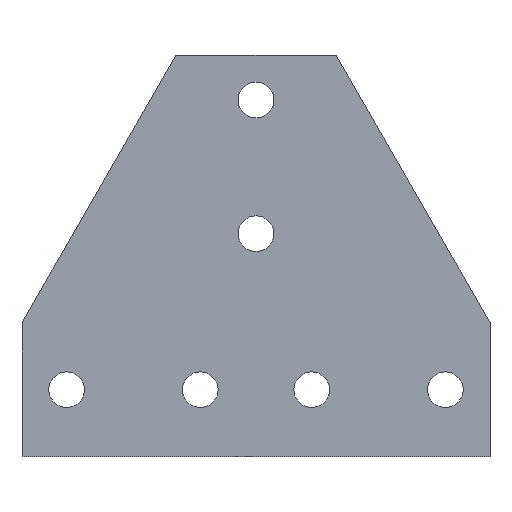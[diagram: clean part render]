
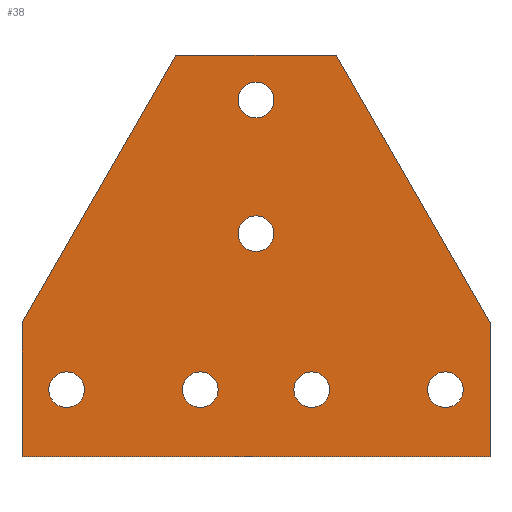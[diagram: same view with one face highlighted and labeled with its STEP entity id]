
A CAD part, top view. The second image highlights one B-rep face of the part: STEP entity #38.
In plain terms, the highlighted planar face has unit normal (0, 0, 1).
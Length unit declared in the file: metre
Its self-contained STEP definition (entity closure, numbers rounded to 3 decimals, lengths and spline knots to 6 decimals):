
#38 = ADVANCED_FACE( '', ( #83, #84, #85, #86, #87, #88, #89 ), #90, .T. );
#83 = FACE_OUTER_BOUND( '', #150, .T. );
#84 = FACE_BOUND( '', #151, .T. );
#85 = FACE_BOUND( '', #152, .T. );
#86 = FACE_BOUND( '', #153, .T. );
#87 = FACE_BOUND( '', #154, .T. );
#88 = FACE_BOUND( '', #155, .T. );
#89 = FACE_BOUND( '', #156, .T. );
#90 = PLANE( '', #157 );
#150 = EDGE_LOOP( '', ( #211, #212, #213, #214, #215, #216 ) );
#151 = EDGE_LOOP( '', ( #217 ) );
#152 = EDGE_LOOP( '', ( #218 ) );
#153 = EDGE_LOOP( '', ( #219 ) );
#154 = EDGE_LOOP( '', ( #220 ) );
#155 = EDGE_LOOP( '', ( #221 ) );
#156 = EDGE_LOOP( '', ( #222 ) );
#157 = AXIS2_PLACEMENT_3D( '', #223, #224, #225 );
#211 = ORIENTED_EDGE( '', *, *, #327, .F. );
#212 = ORIENTED_EDGE( '', *, *, #328, .F. );
#213 = ORIENTED_EDGE( '', *, *, #329, .F. );
#214 = ORIENTED_EDGE( '', *, *, #330, .F. );
#215 = ORIENTED_EDGE( '', *, *, #331, .F. );
#216 = ORIENTED_EDGE( '', *, *, #332, .F. );
#217 = ORIENTED_EDGE( '', *, *, #333, .F. );
#218 = ORIENTED_EDGE( '', *, *, #334, .F. );
#219 = ORIENTED_EDGE( '', *, *, #335, .F. );
#220 = ORIENTED_EDGE( '', *, *, #336, .F. );
#221 = ORIENTED_EDGE( '', *, *, #337, .F. );
#222 = ORIENTED_EDGE( '', *, *, #338, .F. );
#223 = CARTESIAN_POINT( '', ( 0., 0.005, 0.003 ) );
#224 = DIRECTION( '', ( 0., 0., 1. ) );
#225 = DIRECTION( '', ( 1., 0., 0. ) );
#327 = EDGE_CURVE( '', #371, #372, #373, .T. );
#328 = EDGE_CURVE( '', #374, #371, #375, .T. );
#329 = EDGE_CURVE( '', #376, #374, #377, .T. );
#330 = EDGE_CURVE( '', #378, #376, #379, .T. );
#331 = EDGE_CURVE( '', #380, #378, #381, .T. );
#332 = EDGE_CURVE( '', #372, #380, #382, .T. );
#333 = EDGE_CURVE( '', #383, #383, #384, .T. );
#334 = EDGE_CURVE( '', #385, #385, #386, .T. );
#335 = EDGE_CURVE( '', #387, #387, #388, .T. );
#336 = EDGE_CURVE( '', #389, #389, #390, .T. );
#337 = EDGE_CURVE( '', #391, #391, #392, .T. );
#338 = EDGE_CURVE( '', #393, #393, #394, .T. );
#371 = VERTEX_POINT( '', #439 );
#372 = VERTEX_POINT( '', #440 );
#373 = LINE( '', #441, #442 );
#374 = VERTEX_POINT( '', #443 );
#375 = LINE( '', #444, #445 );
#376 = VERTEX_POINT( '', #446 );
#377 = LINE( '', #447, #448 );
#378 = VERTEX_POINT( '', #449 );
#379 = LINE( '', #450, #451 );
#380 = VERTEX_POINT( '', #452 );
#381 = LINE( '', #453, #454 );
#382 = LINE( '', #455, #456 );
#383 = VERTEX_POINT( '', #457 );
#384 = CIRCLE( '', #458, 0.004 );
#385 = VERTEX_POINT( '', #459 );
#386 = CIRCLE( '', #460, 0.004 );
#387 = VERTEX_POINT( '', #461 );
#388 = CIRCLE( '', #462, 0.004 );
#389 = VERTEX_POINT( '', #463 );
#390 = CIRCLE( '', #464, 0.004 );
#391 = VERTEX_POINT( '', #465 );
#392 = CIRCLE( '', #466, 0.004 );
#393 = VERTEX_POINT( '', #467 );
#394 = CIRCLE( '', #468, 0.004 );
#439 = CARTESIAN_POINT( '', ( -0.0525, -0.04, 0.003 ) );
#440 = CARTESIAN_POINT( '', ( -0.0525, -0.01, 0.003 ) );
#441 = CARTESIAN_POINT( '', ( -0.0525, -0.026398, 0.003 ) );
#442 = VECTOR( '', #524, 1. );
#443 = CARTESIAN_POINT( '', ( 0.0525, -0.04, 0.003 ) );
#444 = CARTESIAN_POINT( '', ( 0.01717, -0.04, 0.003 ) );
#445 = VECTOR( '', #525, 1. );
#446 = CARTESIAN_POINT( '', ( 0.0525, -0.01, 0.003 ) );
#447 = CARTESIAN_POINT( '', ( 0.0525, -0.024801, 0.003 ) );
#448 = VECTOR( '', #526, 1. );
#449 = CARTESIAN_POINT( '', ( 0.018, 0.05, 0.003 ) );
#450 = CARTESIAN_POINT( '', ( 0.030299, 0.02861, 0.003 ) );
#451 = VECTOR( '', #527, 1. );
#452 = CARTESIAN_POINT( '', ( -0.018, 0.05, 0.003 ) );
#453 = CARTESIAN_POINT( '', ( -0.001324, 0.05, 0.003 ) );
#454 = VECTOR( '', #528, 1. );
#455 = CARTESIAN_POINT( '', ( -0.029641, 0.029755, 0.003 ) );
#456 = VECTOR( '', #529, 1. );
#457 = CARTESIAN_POINT( '', ( -0.0385, -0.025, 0.003 ) );
#458 = AXIS2_PLACEMENT_3D( '', #530, #531, #532 );
#459 = CARTESIAN_POINT( '', ( 0.0465, -0.025, 0.003 ) );
#460 = AXIS2_PLACEMENT_3D( '', #533, #534, #535 );
#461 = CARTESIAN_POINT( '', ( 0.0165, -0.025, 0.003 ) );
#462 = AXIS2_PLACEMENT_3D( '', #536, #537, #538 );
#463 = CARTESIAN_POINT( '', ( -0.0085, -0.025, 0.003 ) );
#464 = AXIS2_PLACEMENT_3D( '', #539, #540, #541 );
#465 = CARTESIAN_POINT( '', ( 0.004, 0.04, 0.003 ) );
#466 = AXIS2_PLACEMENT_3D( '', #542, #543, #544 );
#467 = CARTESIAN_POINT( '', ( 0.004, 0.01, 0.003 ) );
#468 = AXIS2_PLACEMENT_3D( '', #545, #546, #547 );
#524 = DIRECTION( '', ( 0., 1., 0. ) );
#525 = DIRECTION( '', ( -1., 0., 0. ) );
#526 = DIRECTION( '', ( 0., -1., 0. ) );
#527 = DIRECTION( '', ( 0.498, -0.867, 0. ) );
#528 = DIRECTION( '', ( 1., 0., 0. ) );
#529 = DIRECTION( '', ( 0.498, 0.867, 0. ) );
#530 = CARTESIAN_POINT( '', ( -0.0425, -0.025, 0.003 ) );
#531 = DIRECTION( '', ( 0., 0., 1. ) );
#532 = DIRECTION( '', ( 1., 0., 0. ) );
#533 = CARTESIAN_POINT( '', ( 0.0425, -0.025, 0.003 ) );
#534 = DIRECTION( '', ( 0., 0., 1. ) );
#535 = DIRECTION( '', ( 1., 0., 0. ) );
#536 = CARTESIAN_POINT( '', ( 0.0125, -0.025, 0.003 ) );
#537 = DIRECTION( '', ( 0., 0., 1. ) );
#538 = DIRECTION( '', ( 1., 0., 0. ) );
#539 = CARTESIAN_POINT( '', ( -0.0125, -0.025, 0.003 ) );
#540 = DIRECTION( '', ( 0., 0., 1. ) );
#541 = DIRECTION( '', ( 1., 0., 0. ) );
#542 = CARTESIAN_POINT( '', ( 0., 0.04, 0.003 ) );
#543 = DIRECTION( '', ( 0., 0., 1. ) );
#544 = DIRECTION( '', ( 1., 0., 0. ) );
#545 = CARTESIAN_POINT( '', ( 0., 0.01, 0.003 ) );
#546 = DIRECTION( '', ( 0., 0., 1. ) );
#547 = DIRECTION( '', ( 1., 0., 0. ) );
